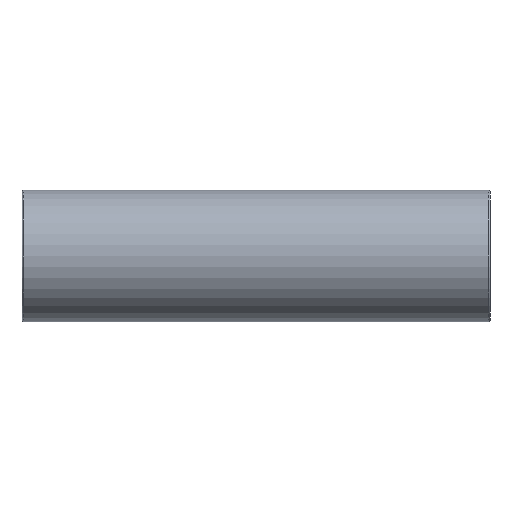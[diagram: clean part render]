
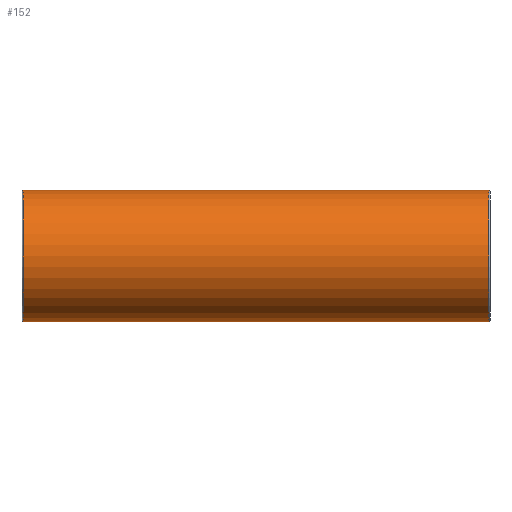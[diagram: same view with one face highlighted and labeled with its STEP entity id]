
A CAD part, front view. The second image highlights one B-rep face of the part: STEP entity #152.
In plain terms, the highlighted cylindrical face has radius 16.85 mm (diameter 33.7 mm), a partial arc.
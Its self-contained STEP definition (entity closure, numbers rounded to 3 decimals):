
#17 = VERTEX_POINT ( 'NONE', #322 ) ;
#31 = DIRECTION ( 'NONE',  ( -1., 0., 0. ) ) ;
#34 = CIRCLE ( 'NONE', #41, 16.85 ) ;
#41 = AXIS2_PLACEMENT_3D ( 'NONE', #165, #285, #60 ) ;
#53 = DIRECTION ( 'NONE',  ( 0., 0., 1. ) ) ;
#60 = DIRECTION ( 'NONE',  ( 0., 0., -1. ) ) ;
#62 = CARTESIAN_POINT ( 'NONE',  ( 59.7, 0., -16.85 ) ) ;
#72 = AXIS2_PLACEMENT_3D ( 'NONE', #215, #272, #81 ) ;
#81 = DIRECTION ( 'NONE',  ( 0., 0., -1. ) ) ;
#99 = ORIENTED_EDGE ( 'NONE', *, *, #274, .F. ) ;
#120 = CARTESIAN_POINT ( 'NONE',  ( 60., 0., 16.85 ) ) ;
#122 = VECTOR ( 'NONE', #31, 1000. ) ;
#125 = LINE ( 'NONE', #283, #122 ) ;
#130 = ORIENTED_EDGE ( 'NONE', *, *, #264, .T. ) ;
#131 = VERTEX_POINT ( 'NONE', #243 ) ;
#135 = AXIS2_PLACEMENT_3D ( 'NONE', #295, #352, #53 ) ;
#152 = ADVANCED_FACE ( 'NONE', ( #216 ), #321, .T. ) ;
#155 = LINE ( 'NONE', #120, #230 ) ;
#163 = EDGE_CURVE ( 'NONE', #292, #17, #227, .T. ) ;
#165 = CARTESIAN_POINT ( 'NONE',  ( -59.7, 0., 0. ) ) ;
#181 = EDGE_LOOP ( 'NONE', ( #99, #205, #130, #346 ) ) ;
#201 = DIRECTION ( 'NONE',  ( -1., 0., 0. ) ) ;
#202 = EDGE_CURVE ( 'NONE', #236, #131, #34, .T. ) ;
#205 = ORIENTED_EDGE ( 'NONE', *, *, #163, .T. ) ;
#215 = CARTESIAN_POINT ( 'NONE',  ( 59.7, 0., 0. ) ) ;
#216 = FACE_OUTER_BOUND ( 'NONE', #181, .T. ) ;
#227 = CIRCLE ( 'NONE', #72, 16.85 ) ;
#230 = VECTOR ( 'NONE', #201, 1000. ) ;
#236 = VERTEX_POINT ( 'NONE', #256 ) ;
#243 = CARTESIAN_POINT ( 'NONE',  ( -59.7, 0., -16.85 ) ) ;
#256 = CARTESIAN_POINT ( 'NONE',  ( -59.7, 0., 16.85 ) ) ;
#264 = EDGE_CURVE ( 'NONE', #17, #236, #155, .T. ) ;
#272 = DIRECTION ( 'NONE',  ( -1., 0., 0. ) ) ;
#274 = EDGE_CURVE ( 'NONE', #292, #131, #125, .T. ) ;
#283 = CARTESIAN_POINT ( 'NONE',  ( 60., 0., -16.85 ) ) ;
#285 = DIRECTION ( 'NONE',  ( 1., 0., 0. ) ) ;
#292 = VERTEX_POINT ( 'NONE', #62 ) ;
#295 = CARTESIAN_POINT ( 'NONE',  ( 60., 0., 0. ) ) ;
#321 = CYLINDRICAL_SURFACE ( 'NONE', #135, 16.85 ) ;
#322 = CARTESIAN_POINT ( 'NONE',  ( 59.7, 0., 16.85 ) ) ;
#346 = ORIENTED_EDGE ( 'NONE', *, *, #202, .T. ) ;
#352 = DIRECTION ( 'NONE',  ( -1., 0., 0. ) ) ;
